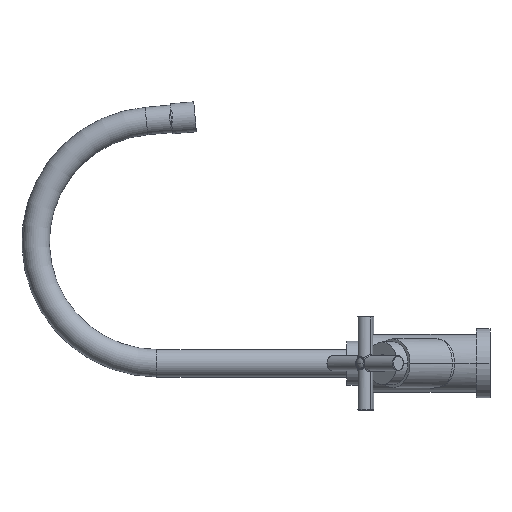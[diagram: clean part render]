
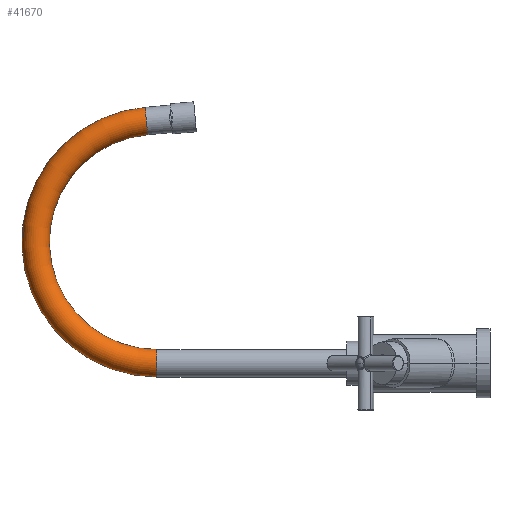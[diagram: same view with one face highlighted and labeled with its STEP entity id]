
A CAD part, left-side view. The second image highlights one B-rep face of the part: STEP entity #41670.
In plain terms, the highlighted toroidal (fillet/blend) face has major radius 97 mm and minor radius 11 mm.
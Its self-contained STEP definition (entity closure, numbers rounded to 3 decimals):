
#41011=CARTESIAN_POINT('',(0.,257.2,0.));
#41012=DIRECTION('',(0.,1.,0.));
#41013=DIRECTION('',(0.,0.,-1.));
#41014=AXIS2_PLACEMENT_3D('',#41011,#41012,#41013);
#41016=CARTESIAN_POINT('',(0.,257.2,97.));
#41017=DIRECTION('',(1.,0.,0.));
#41018=DIRECTION('',(0.,0.,-1.));
#41019=AXIS2_PLACEMENT_3D('',#41016,#41017,#41018);
#41026=CARTESIAN_POINT('',(0.,257.2,97.));
#41027=DIRECTION('',(1.,0.,0.));
#41028=DIRECTION('',(0.,0.,-1.));
#41029=AXIS2_PLACEMENT_3D('',#41026,#41027,#41028);
#41040=CARTESIAN_POINT('',(0.,265.654,193.631));
#41041=DIRECTION('',(0.,-0.996,0.087));
#41042=DIRECTION('',(0.,0.087,0.996));
#41043=AXIS2_PLACEMENT_3D('',#41040,#41041,#41042);
#41479=CARTESIAN_POINT('',(0.,257.2,11.));
#41480=CARTESIAN_POINT('',(0.,257.2,-11.));
#41481=VERTEX_POINT('',#41479);
#41482=VERTEX_POINT('',#41480);
#41487=CARTESIAN_POINT('',(0.,264.695,182.673));
#41488=CARTESIAN_POINT('',(0.,266.613,204.589));
#41489=VERTEX_POINT('',#41487);
#41490=VERTEX_POINT('',#41488);
#41656=CARTESIAN_POINT('',(0.,257.2,97.));
#41657=DIRECTION('',(1.,0.,0.));
#41658=DIRECTION('',(0.,0.,1.));
#41659=AXIS2_PLACEMENT_3D('',#41656,#41657,#41658);
#41660=TOROIDAL_SURFACE('',#41659,97.,11.);
#41661=ORIENTED_EDGE('',*,*,#41643,.F.);
#41663=ORIENTED_EDGE('',*,*,#41662,.T.);
#41665=ORIENTED_EDGE('',*,*,#41664,.T.);
#41667=ORIENTED_EDGE('',*,*,#41666,.F.);
#41668=EDGE_LOOP('',(#41661,#41663,#41665,#41667));
#41669=FACE_OUTER_BOUND('',#41668,.F.);
#41670=ADVANCED_FACE('',(#41669),#41660,.T.);
#41015=CIRCLE('',#41014,11.);
#41020=CIRCLE('',#41019,108.);
#41030=CIRCLE('',#41029,86.);
#41044=CIRCLE('',#41043,11.);
#41643=EDGE_CURVE('',#41482,#41481,#41015,.T.);
#41662=EDGE_CURVE('',#41482,#41490,#41020,.T.);
#41664=EDGE_CURVE('',#41490,#41489,#41044,.T.);
#41666=EDGE_CURVE('',#41481,#41489,#41030,.T.);
